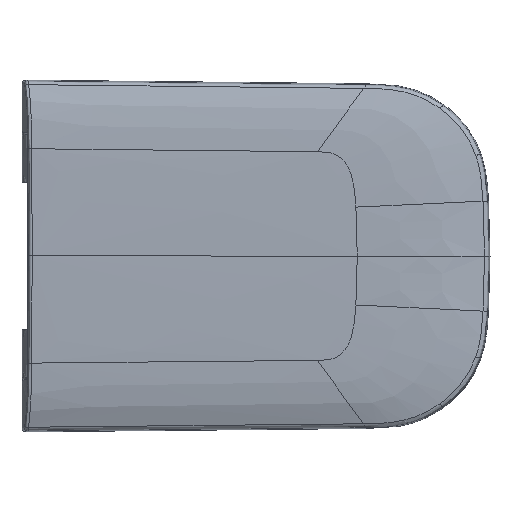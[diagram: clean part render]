
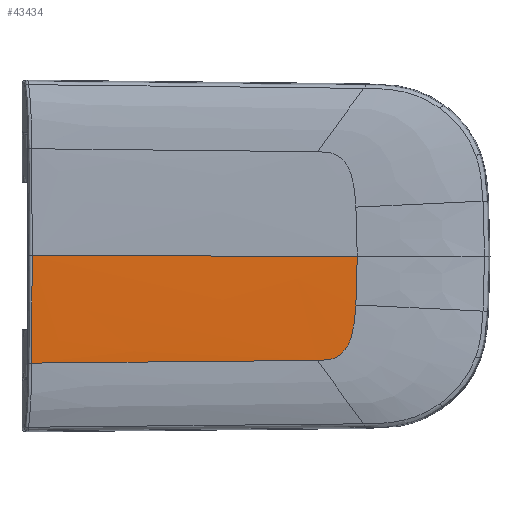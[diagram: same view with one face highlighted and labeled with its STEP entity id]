
A CAD part, top view. The second image highlights one B-rep face of the part: STEP entity #43434.
In plain terms, the highlighted free-form (B-spline) face has degree [3, 2] with [4, 3] control points.
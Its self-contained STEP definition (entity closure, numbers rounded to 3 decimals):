
#42881=CARTESIAN_POINT('',(5.247,111.861,23.129));
#42882=VERTEX_POINT('',#42881);
#42938=CARTESIAN_POINT('',(-292.972,108.92,22.573));
#42939=VERTEX_POINT('',#42938);
#42947=CARTESIAN_POINT('',(-292.972,108.92,22.573));
#42948=CARTESIAN_POINT('',(-233.328,109.508,22.894));
#42949=CARTESIAN_POINT('',(-173.684,110.097,23.029));
#42950=CARTESIAN_POINT('',(-114.041,110.685,23.116));
#42951=CARTESIAN_POINT('',(-54.397,111.273,23.14));
#42952=CARTESIAN_POINT('',(5.247,111.861,23.129));
#42953=B_SPLINE_CURVE_WITH_KNOTS('',5,(#42947,#42948,#42949,#42950,#42951,#42952),.UNSPECIFIED.,.F.,.U.,(6,6),(0.0,0.939),.UNSPECIFIED.);
#42954=EDGE_CURVE('',#42939,#42882,#42953,.T.);
#43079=CARTESIAN_POINT('',(-333.026,51.066,22.974));
#43080=VERTEX_POINT('',#43079);
#43088=CARTESIAN_POINT('',(-292.972,108.92,22.573));
#43089=CARTESIAN_POINT('',(-305.232,108.726,22.511));
#43090=CARTESIAN_POINT('',(-315.665,108.844,22.422));
#43091=CARTESIAN_POINT('',(-324.818,100.87,22.611));
#43092=CARTESIAN_POINT('',(-330.568,86.606,22.737));
#43093=CARTESIAN_POINT('',(-331.957,70.331,22.877));
#43094=CARTESIAN_POINT('',(-333.026,51.066,22.974));
#43095=QUASI_UNIFORM_CURVE('',6,(#43088,#43089,#43090,#43091,#43092,#43093,#43094),.UNSPECIFIED.,.F.,.U.);
#43096=EDGE_CURVE('',#42939,#43080,#43095,.T.);
#43371=CARTESIAN_POINT('',(5.247,0.0,24.));
#43372=CARTESIAN_POINT('',(5.247,48.403,24.));
#43373=CARTESIAN_POINT('',(5.247,90.786,23.679));
#43374=CARTESIAN_POINT('',(5.247,111.861,23.129));
#43375=CARTESIAN_POINT('',(-222.867,0.0,23.984));
#43376=CARTESIAN_POINT('',(-222.867,48.403,23.984));
#43377=CARTESIAN_POINT('',(-222.867,90.786,23.664));
#43378=CARTESIAN_POINT('',(-222.867,111.861,23.114));
#43379=CARTESIAN_POINT('',(-334.443,0.0,23.092));
#43380=CARTESIAN_POINT('',(-334.443,48.403,23.092));
#43381=CARTESIAN_POINT('',(-334.438,90.786,22.772));
#43382=CARTESIAN_POINT('',(-334.43,111.861,22.222));
#43383=B_SPLINE_SURFACE_WITH_KNOTS('',3,2,((#43371,#43375,#43379),(#43372,#43376,#43380),(#43373,#43377,#43381),(#43374,#43378,#43382)),.UNSPECIFIED.,.F.,.F.,.U.,(4,4),(3,3),(0.0,0.842),(0.015,0.971),.UNSPECIFIED.);
#43384=CARTESIAN_POINT('',(4.943,0.0,24.));
#43385=VERTEX_POINT('',#43384);
#43386=CARTESIAN_POINT('',(5.247,111.861,23.129));
#43387=CARTESIAN_POINT('',(5.212,107.972,23.231));
#43388=CARTESIAN_POINT('',(5.179,103.262,23.326));
#43389=CARTESIAN_POINT('',(5.148,97.884,23.413));
#43390=CARTESIAN_POINT('',(5.125,93.65,23.482));
#43391=CARTESIAN_POINT('',(5.103,88.97,23.545));
#43392=CARTESIAN_POINT('',(5.083,83.906,23.603));
#43393=CARTESIAN_POINT('',(5.049,75.552,23.699));
#43394=CARTESIAN_POINT('',(5.021,66.155,23.779));
#43395=CARTESIAN_POINT('',(4.999,55.947,23.841));
#43396=CARTESIAN_POINT('',(4.961,38.888,23.946));
#43397=CARTESIAN_POINT('',(4.943,19.947,24.));
#43398=CARTESIAN_POINT('',(4.943,0.0,24.));
#43406=(BOUNDED_CURVE()B_SPLINE_CURVE(3,(#43386,#43387,#43388,#43389,#43390,#43391,#43392,#43393,#43394,#43395,#43396,#43397,#43398),.UNSPECIFIED.,.F.,.U.)B_SPLINE_CURVE_WITH_KNOTS((4,3,3,3,4),(0.0,1.638,3.277,6.553,11.185),.UNSPECIFIED.)CURVE()GEOMETRIC_REPRESENTATION_ITEM()RATIONAL_B_SPLINE_CURVE((1.0,0.989,0.989,1.0,0.996,0.996,1.0,0.992,0.992,1.0,0.985,0.985,1.0))REPRESENTATION_ITEM(''));
#43407=EDGE_CURVE('',#42882,#43385,#43406,.T.);
#43408=ORIENTED_EDGE('',*,*,#43407,.F.);
#43409=ORIENTED_EDGE('',*,*,#42954,.F.);
#43410=ORIENTED_EDGE('',*,*,#43096,.T.);
#43411=CARTESIAN_POINT('',(-334.443,0.,23.092));
#43412=VERTEX_POINT('',#43411);
#43413=CARTESIAN_POINT('',(-334.443,0.0,23.092));
#43414=CARTESIAN_POINT('',(-334.443,8.43,23.092));
#43415=CARTESIAN_POINT('',(-334.327,16.872,23.084));
#43416=CARTESIAN_POINT('',(-334.096,25.29,23.065));
#43417=CARTESIAN_POINT('',(-333.978,29.585,23.056));
#43418=CARTESIAN_POINT('',(-333.83,33.884,23.043));
#43419=CARTESIAN_POINT('',(-333.652,38.183,23.028));
#43420=CARTESIAN_POINT('',(-333.474,42.482,23.013));
#43421=CARTESIAN_POINT('',(-333.265,46.786,22.995));
#43422=CARTESIAN_POINT('',(-333.027,51.066,22.974));
#43423=B_SPLINE_CURVE_WITH_KNOTS('',3,(#43413,#43414,#43415,#43416,#43417,#43418,#43419,#43420,#43421,#43422),.UNSPECIFIED.,.F.,.U.,(4,3,3,4),(0.0,0.495,0.747,1.0),.UNSPECIFIED.);
#43424=EDGE_CURVE('',#43412,#43080,#43423,.T.);
#43425=ORIENTED_EDGE('',*,*,#43424,.F.);
#43426=CARTESIAN_POINT('',(4.943,0.0,24.));
#43427=CARTESIAN_POINT('',(-222.941,0.0,23.984));
#43428=CARTESIAN_POINT('',(-334.443,0.0,23.092));
#43429=B_SPLINE_CURVE_WITH_KNOTS('',2,(#43426,#43427,#43428),.UNSPECIFIED.,.F.,.U.,(3,3),(0.0,0.955),.UNSPECIFIED.);
#43430=EDGE_CURVE('',#43385,#43412,#43429,.T.);
#43431=ORIENTED_EDGE('',*,*,#43430,.F.);
#43432=EDGE_LOOP('',(#43408,#43409,#43410,#43425,#43431));
#43433=FACE_OUTER_BOUND('',#43432,.T.);
#43434=ADVANCED_FACE('',(#43433),#43383,.T.);
